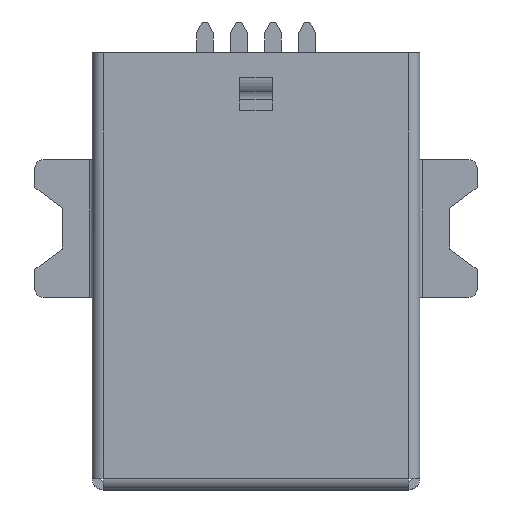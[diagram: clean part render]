
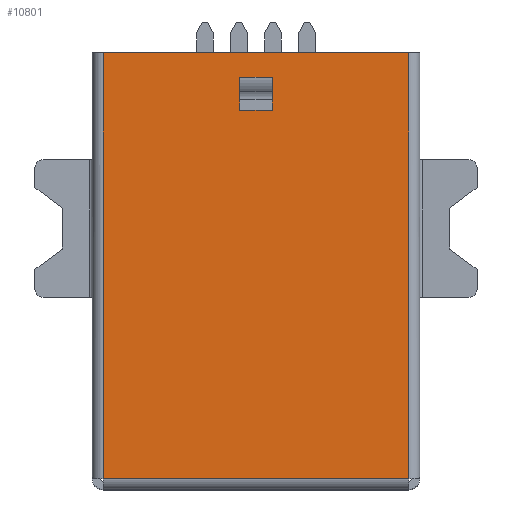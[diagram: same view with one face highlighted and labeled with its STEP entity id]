
A CAD part, top view. The second image highlights one B-rep face of the part: STEP entity #10801.
In plain terms, the highlighted planar face has unit normal (0, 0, 1).
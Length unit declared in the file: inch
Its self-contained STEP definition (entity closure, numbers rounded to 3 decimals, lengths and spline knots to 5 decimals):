
#167 = CARTESIAN_POINT ( 'NONE',  ( 0.02362, 0.24016, 0.43307 ) ) ;
#457 = VERTEX_POINT ( 'NONE', #6812 ) ;
#632 = CARTESIAN_POINT ( 'NONE',  ( 0., 0.27559, 0.43307 ) ) ;
#968 = VERTEX_POINT ( 'NONE', #167 ) ;
#1190 = CARTESIAN_POINT ( 'NONE',  ( -0.22047, 0.27559, 0.43307 ) ) ;
#1211 = EDGE_CURVE ( 'NONE', #4787, #12454, #2356, .T. ) ;
#1340 = CARTESIAN_POINT ( 'NONE',  ( -0.02362, 0.24016, 0.43307 ) ) ;
#1357 = LINE ( 'NONE', #13646, #9534 ) ;
#1389 = DIRECTION ( 'NONE',  ( 0., 1., 0. ) ) ;
#1617 = DIRECTION ( 'NONE',  ( 0., 0., 1. ) ) ;
#1927 = DIRECTION ( 'NONE',  ( 1., 0., 0. ) ) ;
#2146 = VECTOR ( 'NONE', #14302, 39.37008 ) ;
#2282 = ORIENTED_EDGE ( 'NONE', *, *, #1211, .T. ) ;
#2323 = ORIENTED_EDGE ( 'NONE', *, *, #11176, .T. ) ;
#2356 = LINE ( 'NONE', #632, #10621 ) ;
#2442 = ORIENTED_EDGE ( 'NONE', *, *, #6971, .T. ) ;
#2478 = DIRECTION ( 'NONE',  ( 0., 1., 0. ) ) ;
#2610 = CARTESIAN_POINT ( 'NONE',  ( 0.02362, 0.19291, 0.43307 ) ) ;
#2670 = CARTESIAN_POINT ( 'NONE',  ( -0.02362, 0.19291, 0.43307 ) ) ;
#2712 = LINE ( 'NONE', #8637, #11511 ) ;
#2717 = CARTESIAN_POINT ( 'NONE',  ( 0., 0.27559, 0.43307 ) ) ;
#3217 = EDGE_CURVE ( 'NONE', #457, #4787, #1357, .T. ) ;
#3548 = CARTESIAN_POINT ( 'NONE',  ( 0.22047, 0.27559, 0.43307 ) ) ;
#3591 = CARTESIAN_POINT ( 'NONE',  ( -0.02362, 0.27559, 0.43307 ) ) ;
#3828 = ORIENTED_EDGE ( 'NONE', *, *, #6136, .T. ) ;
#4251 = ORIENTED_EDGE ( 'NONE', *, *, #5089, .T. ) ;
#4787 = VERTEX_POINT ( 'NONE', #3548 ) ;
#4840 = FACE_BOUND ( 'NONE', #10373, .T. ) ;
#4955 = DIRECTION ( 'NONE',  ( 0., 1., 0. ) ) ;
#5089 = EDGE_CURVE ( 'NONE', #10653, #968, #13552, .T. ) ;
#5348 = CARTESIAN_POINT ( 'NONE',  ( 0., 0.24016, 0.43307 ) ) ;
#5921 = CARTESIAN_POINT ( 'NONE',  ( -0.22047, 0.27559, 0.43307 ) ) ;
#6136 = EDGE_CURVE ( 'NONE', #8141, #457, #2712, .T. ) ;
#6469 = EDGE_LOOP ( 'NONE', ( #2282, #12880, #3828, #8303 ) ) ;
#6651 = ORIENTED_EDGE ( 'NONE', *, *, #11658, .T. ) ;
#6741 = DIRECTION ( 'NONE',  ( 0., -1., 0. ) ) ;
#6812 = CARTESIAN_POINT ( 'NONE',  ( 0.22047, -0.33858, 0.43307 ) ) ;
#6971 = EDGE_CURVE ( 'NONE', #10781, #10653, #11906, .T. ) ;
#7740 = VERTEX_POINT ( 'NONE', #2610 ) ;
#7744 = AXIS2_PLACEMENT_3D ( 'NONE', #2717, #1617, #4955 ) ;
#8103 = DIRECTION ( 'NONE',  ( -1., 0., 0. ) ) ;
#8141 = VERTEX_POINT ( 'NONE', #10920 ) ;
#8303 = ORIENTED_EDGE ( 'NONE', *, *, #3217, .T. ) ;
#8432 = DIRECTION ( 'NONE',  ( -1., 0., 0. ) ) ;
#8524 = VECTOR ( 'NONE', #2478, 39.37008 ) ;
#8637 = CARTESIAN_POINT ( 'NONE',  ( 0., -0.33858, 0.43307 ) ) ;
#8808 = EDGE_CURVE ( 'NONE', #12454, #8141, #12699, .T. ) ;
#8999 = DIRECTION ( 'NONE',  ( 0., -1., 0. ) ) ;
#9479 = LINE ( 'NONE', #12334, #13426 ) ;
#9518 = VECTOR ( 'NONE', #8103, 39.37008 ) ;
#9534 = VECTOR ( 'NONE', #1389, 39.37008 ) ;
#9882 = LINE ( 'NONE', #11438, #9518 ) ;
#10000 = FACE_OUTER_BOUND ( 'NONE', #6469, .T. ) ;
#10373 = EDGE_LOOP ( 'NONE', ( #2323, #2442, #4251, #6651 ) ) ;
#10621 = VECTOR ( 'NONE', #8432, 39.37008 ) ;
#10653 = VERTEX_POINT ( 'NONE', #1340 ) ;
#10781 = VERTEX_POINT ( 'NONE', #2670 ) ;
#10801 = ADVANCED_FACE ( 'NONE', ( #4840, #10000 ), #11690, .T. ) ;
#10920 = CARTESIAN_POINT ( 'NONE',  ( -0.22047, -0.33858, 0.43307 ) ) ;
#11133 = VECTOR ( 'NONE', #8999, 39.37008 ) ;
#11176 = EDGE_CURVE ( 'NONE', #7740, #10781, #9882, .T. ) ;
#11438 = CARTESIAN_POINT ( 'NONE',  ( 0., 0.19291, 0.43307 ) ) ;
#11511 = VECTOR ( 'NONE', #1927, 39.37008 ) ;
#11658 = EDGE_CURVE ( 'NONE', #968, #7740, #9479, .T. ) ;
#11690 = PLANE ( 'NONE',  #7744 ) ;
#11906 = LINE ( 'NONE', #3591, #8524 ) ;
#12334 = CARTESIAN_POINT ( 'NONE',  ( 0.02362, 0.27559, 0.43307 ) ) ;
#12454 = VERTEX_POINT ( 'NONE', #5921 ) ;
#12699 = LINE ( 'NONE', #1190, #11133 ) ;
#12880 = ORIENTED_EDGE ( 'NONE', *, *, #8808, .T. ) ;
#13426 = VECTOR ( 'NONE', #6741, 39.37008 ) ;
#13552 = LINE ( 'NONE', #5348, #2146 ) ;
#13646 = CARTESIAN_POINT ( 'NONE',  ( 0.22047, 0.27559, 0.43307 ) ) ;
#14302 = DIRECTION ( 'NONE',  ( 1., 0., 0. ) ) ;
